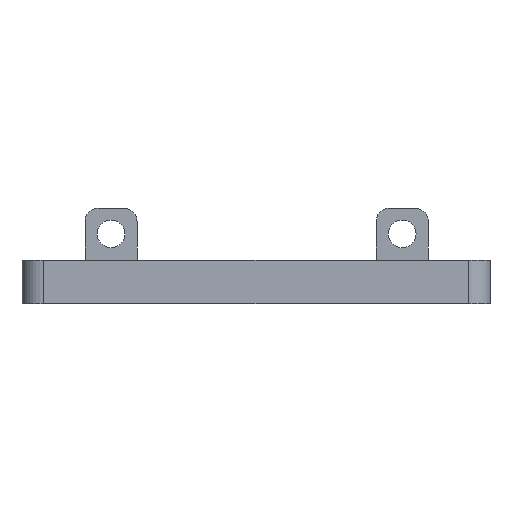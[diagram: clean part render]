
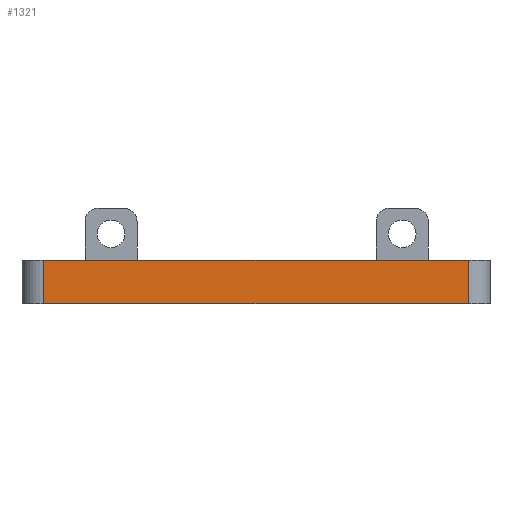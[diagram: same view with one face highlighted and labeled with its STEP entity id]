
A CAD part, front view. The second image highlights one B-rep face of the part: STEP entity #1321.
In plain terms, the highlighted planar face has unit normal (0, -1, 0).
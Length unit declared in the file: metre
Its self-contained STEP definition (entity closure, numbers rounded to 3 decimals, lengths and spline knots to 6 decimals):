
#216=ORIENTED_EDGE('',*,*,#490,.F.);
#217=ORIENTED_EDGE('',*,*,#578,.T.);
#218=ORIENTED_EDGE('',*,*,#536,.T.);
#219=ORIENTED_EDGE('',*,*,#579,.T.);
#490=EDGE_CURVE('',#678,#679,#803,.T.);
#536=EDGE_CURVE('',#718,#719,#844,.T.);
#578=EDGE_CURVE('',#678,#718,#872,.T.);
#579=EDGE_CURVE('',#719,#679,#873,.F.);
#678=VERTEX_POINT('',#1941);
#679=VERTEX_POINT('',#1943);
#718=VERTEX_POINT('',#2034);
#719=VERTEX_POINT('',#2035);
#803=LINE('',#1942,#939);
#844=LINE('',#2033,#980);
#872=LINE('',#2112,#1008);
#873=LINE('',#2113,#1009);
#939=VECTOR('',#1548,1.);
#980=VECTOR('',#1611,1.);
#1008=VECTOR('',#1673,1.);
#1009=VECTOR('',#1674,1.);
#1089=EDGE_LOOP('',(#216,#217,#218,#219));
#1195=FACE_BOUND('',#1089,.T.);
#1279=PLANE('',#1428);
#1321=ADVANCED_FACE('',(#1195),#1279,.F.);
#1428=AXIS2_PLACEMENT_3D('',#2111,#1671,#1672);
#1548=DIRECTION('',(1.,0.,0.));
#1611=DIRECTION('',(1.,0.,0.));
#1671=DIRECTION('',(0.,1.,0.));
#1672=DIRECTION('',(1.,0.,0.));
#1673=DIRECTION('',(0.,0.,-1.));
#1674=DIRECTION('',(0.,0.,-1.));
#1941=CARTESIAN_POINT('',(-0.0242,-0.0296,0.005));
#1942=CARTESIAN_POINT('',(0.0003,-0.0296,0.005));
#1943=CARTESIAN_POINT('',(0.0248,-0.0296,0.005));
#2033=CARTESIAN_POINT('',(0.0003,-0.0296,0.));
#2034=CARTESIAN_POINT('',(-0.0242,-0.0296,0.));
#2035=CARTESIAN_POINT('',(0.0248,-0.0296,0.));
#2111=CARTESIAN_POINT('',(0.0003,-0.0296,0.005));
#2112=CARTESIAN_POINT('',(-0.0242,-0.0296,0.005));
#2113=CARTESIAN_POINT('',(0.0248,-0.0296,0.005));
